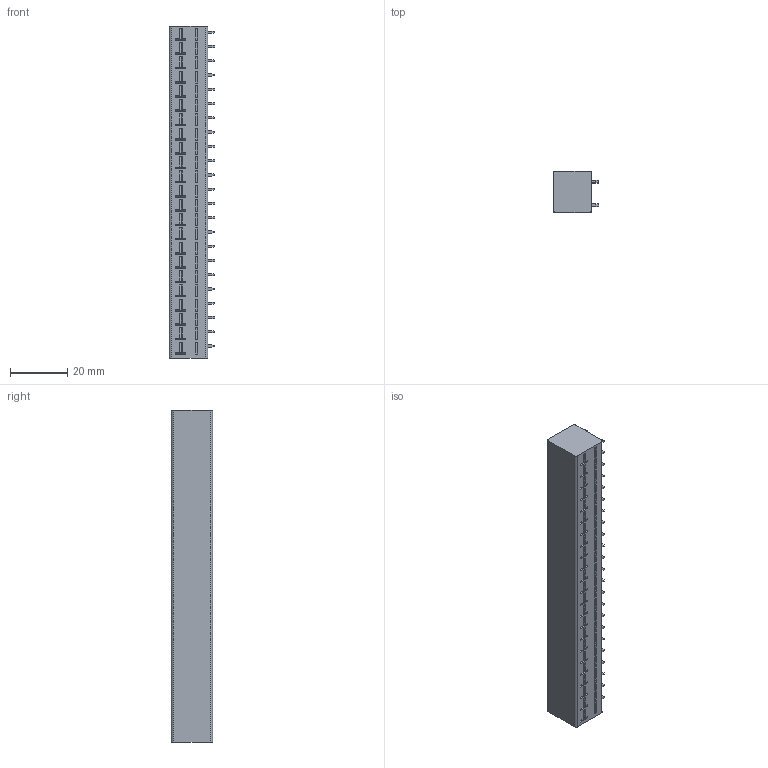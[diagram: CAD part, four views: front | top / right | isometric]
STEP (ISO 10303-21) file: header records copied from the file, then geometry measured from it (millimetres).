
FILE_DESCRIPTION((''),'2;1');
FILE_NAME('PRT0010','2024-09-23T',('sj'),(''),'PRO/ENGINEER BY PARAMETRIC TECHNOLOGY CORPORATION, 2013240','PRO/ENGINEER BY PARAMETRIC TECHNOLOGY CORPORATION, 2013240','');
FILE_SCHEMA(('AUTOMOTIVE_DESIGN_CC2 { 1 2 10303 214 -1 1 5 2 }'));
Length unit declared in the file: millimetre
Products named in the file (1): PRT0010
Bounding box: 16 x 14.4 x 116.4 mm (x, y, z)
Volume: 21502.3 mm3; surface area: 8233.3 mm2
Topology: 1 solids, 1 shells, 1275 faces, 3129 edges, 1994 vertices
Faces by surface type: plane 719, cylinder 372, torus 92, cone 46, bspline 46
Entity records: 39784 total; most frequent: CARTESIAN_POINT 9752, ORIENTED_EDGE 6258, DIRECTION 6101, EDGE_CURVE 3129, AXIS2_PLACEMENT_3D 2042, VECTOR 2017, LINE 2017, VERTEX_POINT 1994
